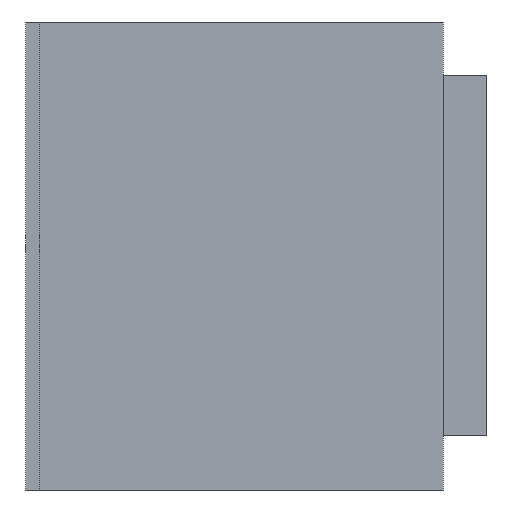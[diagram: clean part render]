
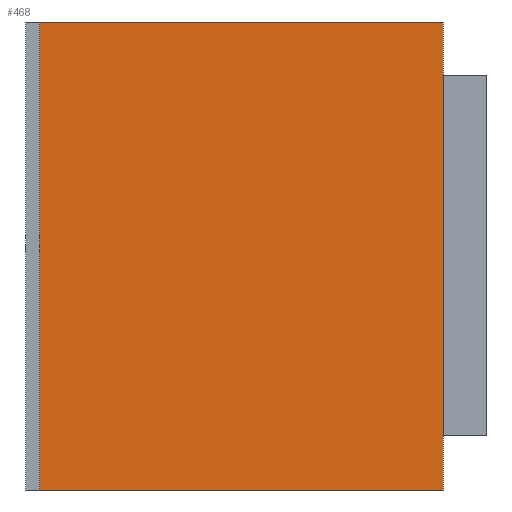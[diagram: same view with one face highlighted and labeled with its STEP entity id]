
A CAD part, left-side view. The second image highlights one B-rep face of the part: STEP entity #468.
In plain terms, the highlighted planar face has unit normal (-1, 0, 0).
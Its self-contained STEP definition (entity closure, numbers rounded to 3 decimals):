
#21 = LINE ( 'NONE', #663, #71 ) ;
#53 = VERTEX_POINT ( 'NONE', #551 ) ;
#65 = ORIENTED_EDGE ( 'NONE', *, *, #312, .T. ) ;
#71 = VECTOR ( 'NONE', #281, 1000. ) ;
#77 = CARTESIAN_POINT ( 'NONE',  ( -0.312, 0.29, -0.163 ) ) ;
#84 = DIRECTION ( 'NONE',  ( 0., 0., 1. ) ) ;
#104 = VECTOR ( 'NONE', #160, 1000. ) ;
#107 = CARTESIAN_POINT ( 'NONE',  ( -0.312, 0.28, -0.163 ) ) ;
#138 = LINE ( 'NONE', #236, #772 ) ;
#160 = DIRECTION ( 'NONE',  ( 0., -1., 0. ) ) ;
#198 = DIRECTION ( 'NONE',  ( 1., 0., 0. ) ) ;
#236 = CARTESIAN_POINT ( 'NONE',  ( -0.312, 0.28, -0.163 ) ) ;
#259 = CARTESIAN_POINT ( 'NONE',  ( -0.312, 0., -0.163 ) ) ;
#281 = DIRECTION ( 'NONE',  ( 0., -1., 0. ) ) ;
#312 = EDGE_CURVE ( 'NONE', #53, #652, #584, .T. ) ;
#317 = CARTESIAN_POINT ( 'NONE',  ( -0.312, 0.28, 0.163 ) ) ;
#349 = DIRECTION ( 'NONE',  ( 0., 0., -1. ) ) ;
#384 = VERTEX_POINT ( 'NONE', #107 ) ;
#418 = VECTOR ( 'NONE', #566, 1000. ) ;
#426 = AXIS2_PLACEMENT_3D ( 'NONE', #827, #198, #349 ) ;
#438 = PLANE ( 'NONE',  #426 ) ;
#463 = EDGE_CURVE ( 'NONE', #575, #652, #21, .T. ) ;
#468 = ADVANCED_FACE ( 'NONE', ( #606 ), #438, .F. ) ;
#551 = CARTESIAN_POINT ( 'NONE',  ( -0.312, 0., -0.163 ) ) ;
#566 = DIRECTION ( 'NONE',  ( 0., 0., 1. ) ) ;
#575 = VERTEX_POINT ( 'NONE', #317 ) ;
#584 = LINE ( 'NONE', #259, #418 ) ;
#598 = EDGE_CURVE ( 'NONE', #384, #575, #138, .T. ) ;
#606 = FACE_OUTER_BOUND ( 'NONE', #741, .T. ) ;
#615 = CARTESIAN_POINT ( 'NONE',  ( -0.312, 0., 0.163 ) ) ;
#652 = VERTEX_POINT ( 'NONE', #615 ) ;
#663 = CARTESIAN_POINT ( 'NONE',  ( -0.312, 0.29, 0.163 ) ) ;
#667 = ORIENTED_EDGE ( 'NONE', *, *, #841, .T. ) ;
#732 = LINE ( 'NONE', #77, #104 ) ;
#741 = EDGE_LOOP ( 'NONE', ( #918, #667, #65, #1004 ) ) ;
#772 = VECTOR ( 'NONE', #84, 1000. ) ;
#827 = CARTESIAN_POINT ( 'NONE',  ( -0.312, 0.29, -0.163 ) ) ;
#841 = EDGE_CURVE ( 'NONE', #384, #53, #732, .T. ) ;
#918 = ORIENTED_EDGE ( 'NONE', *, *, #598, .F. ) ;
#1004 = ORIENTED_EDGE ( 'NONE', *, *, #463, .F. ) ;
